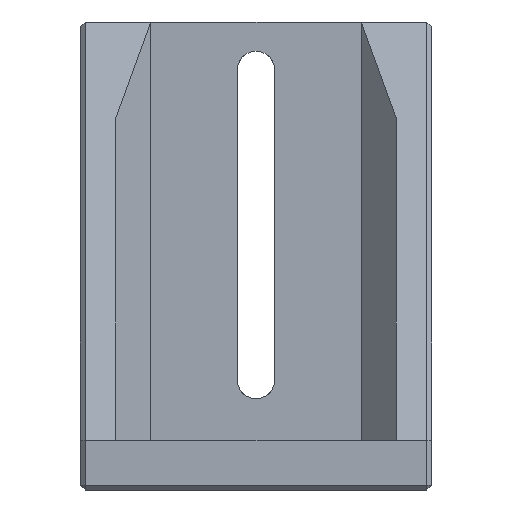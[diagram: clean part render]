
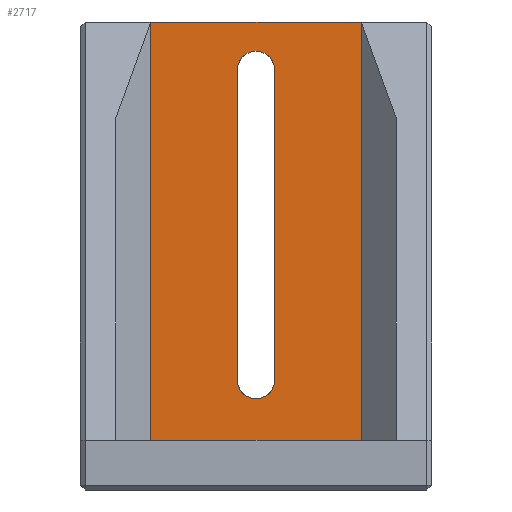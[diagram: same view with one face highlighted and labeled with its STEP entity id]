
A CAD part, left-side view. The second image highlights one B-rep face of the part: STEP entity #2717.
In plain terms, the highlighted planar face has unit normal (-1, 0, 0).
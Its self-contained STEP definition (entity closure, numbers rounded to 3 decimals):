
#91 = DIRECTION ( 'NONE',  ( 0., 0., 1. ) ) ;
#263 = VERTEX_POINT ( 'NONE', #2486 ) ;
#321 = DIRECTION ( 'NONE',  ( 0., 1., 0. ) ) ;
#456 = PLANE ( 'NONE',  #504 ) ;
#504 = AXIS2_PLACEMENT_3D ( 'NONE', #5738, #1892, #2815 ) ;
#561 = DIRECTION ( 'NONE',  ( 0., 1., 0. ) ) ;
#587 = ORIENTED_EDGE ( 'NONE', *, *, #2956, .T. ) ;
#690 = EDGE_CURVE ( 'NONE', #3653, #5615, #3699, .T. ) ;
#692 = CARTESIAN_POINT ( 'NONE',  ( 13.007, 34.1, 9.4 ) ) ;
#953 = EDGE_CURVE ( 'NONE', #5615, #2161, #2991, .T. ) ;
#955 = VERTEX_POINT ( 'NONE', #1612 ) ;
#959 = CARTESIAN_POINT ( 'NONE',  ( 13.007, 34.1, 35.9 ) ) ;
#971 = EDGE_CURVE ( 'NONE', #2161, #955, #5196, .T. ) ;
#990 = DIRECTION ( 'NONE',  ( 0., 0., -1. ) ) ;
#1136 = CARTESIAN_POINT ( 'NONE',  ( 13.007, 30.9, 35.9 ) ) ;
#1334 = CARTESIAN_POINT ( 'NONE',  ( 13.007, 44.5, 40. ) ) ;
#1345 = ORIENTED_EDGE ( 'NONE', *, *, #953, .F. ) ;
#1612 = CARTESIAN_POINT ( 'NONE',  ( 13.007, 34.1, 35.9 ) ) ;
#1766 = CARTESIAN_POINT ( 'NONE',  ( 13.007, 23.5, 4.25 ) ) ;
#1846 = VECTOR ( 'NONE', #990, 1000. ) ;
#1892 = DIRECTION ( 'NONE',  ( 1., 0., 0. ) ) ;
#2029 = VECTOR ( 'NONE', #5929, 1000. ) ;
#2043 = CARTESIAN_POINT ( 'NONE',  ( 13.007, 44.5, 4.25 ) ) ;
#2062 = DIRECTION ( 'NONE',  ( 0., 0., 1. ) ) ;
#2080 = CARTESIAN_POINT ( 'NONE',  ( 13.007, 41.5, 4.25 ) ) ;
#2161 = VERTEX_POINT ( 'NONE', #4454 ) ;
#2273 = AXIS2_PLACEMENT_3D ( 'NONE', #4424, #4329, #561 ) ;
#2451 = AXIS2_PLACEMENT_3D ( 'NONE', #3557, #3979, #5024 ) ;
#2486 = CARTESIAN_POINT ( 'NONE',  ( 13.007, 41.5, 40. ) ) ;
#2523 = ORIENTED_EDGE ( 'NONE', *, *, #3219, .T. ) ;
#2543 = ORIENTED_EDGE ( 'NONE', *, *, #2883, .T. ) ;
#2563 = VERTEX_POINT ( 'NONE', #2080 ) ;
#2638 = CARTESIAN_POINT ( 'NONE',  ( 13.007, 23.5, 40. ) ) ;
#2717 = ADVANCED_FACE ( 'NONE', ( #5648, #5996 ), #456, .F. ) ;
#2763 = CARTESIAN_POINT ( 'NONE',  ( 13.007, 23.5, 40. ) ) ;
#2815 = DIRECTION ( 'NONE',  ( 0., 1., 0. ) ) ;
#2883 = EDGE_CURVE ( 'NONE', #2563, #3987, #3540, .T. ) ;
#2956 = EDGE_CURVE ( 'NONE', #263, #2563, #5958, .T. ) ;
#2991 = LINE ( 'NONE', #1136, #3567 ) ;
#3002 = CARTESIAN_POINT ( 'NONE',  ( 13.007, 41.5, 4.25 ) ) ;
#3219 = EDGE_CURVE ( 'NONE', #3475, #263, #5257, .T. ) ;
#3255 = ORIENTED_EDGE ( 'NONE', *, *, #3314, .F. ) ;
#3266 = ORIENTED_EDGE ( 'NONE', *, *, #690, .F. ) ;
#3314 = EDGE_CURVE ( 'NONE', #955, #3653, #5535, .T. ) ;
#3475 = VERTEX_POINT ( 'NONE', #2763 ) ;
#3540 = LINE ( 'NONE', #2043, #2029 ) ;
#3557 = CARTESIAN_POINT ( 'NONE',  ( 13.007, 32.5, 35.9 ) ) ;
#3567 = VECTOR ( 'NONE', #2062, 1000. ) ;
#3653 = VERTEX_POINT ( 'NONE', #692 ) ;
#3660 = EDGE_CURVE ( 'NONE', #3987, #3475, #4550, .T. ) ;
#3699 = CIRCLE ( 'NONE', #2273, 1.6 ) ;
#3918 = ORIENTED_EDGE ( 'NONE', *, *, #971, .F. ) ;
#3979 = DIRECTION ( 'NONE',  ( -1., 0., 0. ) ) ;
#3987 = VERTEX_POINT ( 'NONE', #1766 ) ;
#4121 = CARTESIAN_POINT ( 'NONE',  ( 13.007, 30.9, 9.4 ) ) ;
#4170 = VECTOR ( 'NONE', #5477, 1000. ) ;
#4329 = DIRECTION ( 'NONE',  ( -1., 0., 0. ) ) ;
#4424 = CARTESIAN_POINT ( 'NONE',  ( 13.007, 32.5, 9.4 ) ) ;
#4433 = ORIENTED_EDGE ( 'NONE', *, *, #3660, .T. ) ;
#4454 = CARTESIAN_POINT ( 'NONE',  ( 13.007, 30.9, 35.9 ) ) ;
#4550 = LINE ( 'NONE', #2638, #4915 ) ;
#4915 = VECTOR ( 'NONE', #91, 1000. ) ;
#5024 = DIRECTION ( 'NONE',  ( 0., 1., 0. ) ) ;
#5098 = VECTOR ( 'NONE', #321, 1000. ) ;
#5196 = CIRCLE ( 'NONE', #2451, 1.6 ) ;
#5257 = LINE ( 'NONE', #1334, #5098 ) ;
#5457 = EDGE_LOOP ( 'NONE', ( #3255, #3918, #1345, #3266 ) ) ;
#5477 = DIRECTION ( 'NONE',  ( 0., 0., -1. ) ) ;
#5535 = LINE ( 'NONE', #959, #1846 ) ;
#5615 = VERTEX_POINT ( 'NONE', #4121 ) ;
#5648 = FACE_BOUND ( 'NONE', #5457, .T. ) ;
#5738 = CARTESIAN_POINT ( 'NONE',  ( 13.007, 0., 0. ) ) ;
#5929 = DIRECTION ( 'NONE',  ( 0., -1., 0. ) ) ;
#5958 = LINE ( 'NONE', #3002, #4170 ) ;
#5996 = FACE_OUTER_BOUND ( 'NONE', #6246, .T. ) ;
#6246 = EDGE_LOOP ( 'NONE', ( #2523, #587, #2543, #4433 ) ) ;
